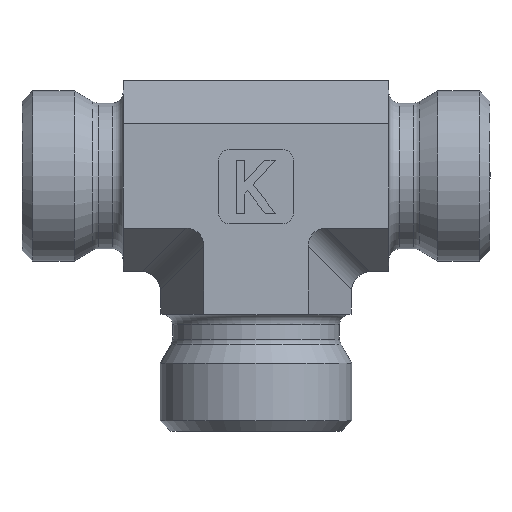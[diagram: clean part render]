
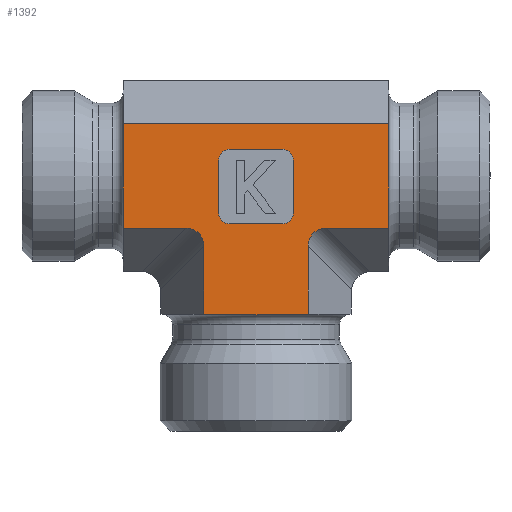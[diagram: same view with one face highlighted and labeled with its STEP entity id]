
A CAD part, left-side view. The second image highlights one B-rep face of the part: STEP entity #1392.
In plain terms, the highlighted planar face has unit normal (-1, 0, 0).
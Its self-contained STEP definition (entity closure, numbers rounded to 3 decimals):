
#320=CARTESIAN_POINT('',(-27.685,22.044,11.093));
#321=VERTEX_POINT('',#320);
#330=CARTESIAN_POINT('',(-27.685,22.044,20.907));
#331=VERTEX_POINT('',#330);
#332=CARTESIAN_POINT('',(-27.685,22.044,20.907));
#333=DIRECTION('',(0.0,0.0,-1.0));
#334=VECTOR('',#333,9.815);
#335=LINE('',#332,#334);
#336=EDGE_CURVE('',#331,#321,#335,.T.);
#549=CARTESIAN_POINT('',(-27.685,-2.956,20.907));
#550=VERTEX_POINT('',#549);
#551=CARTESIAN_POINT('',(-27.685,22.044,20.907));
#552=DIRECTION('',(0.0,-1.0,0.0));
#553=VECTOR('',#552,25.0);
#554=LINE('',#551,#553);
#555=EDGE_CURVE('',#331,#550,#554,.T.);
#873=CARTESIAN_POINT('',(-27.685,7.08,3.));
#874=VERTEX_POINT('',#873);
#882=CARTESIAN_POINT('',(-27.685,12.008,3.));
#883=VERTEX_POINT('',#882);
#884=CARTESIAN_POINT('',(-27.685,12.008,3.));
#885=CARTESIAN_POINT('',(-27.685,11.775,3.));
#886=CARTESIAN_POINT('',(-27.685,11.496,2.992));
#887=CARTESIAN_POINT('',(-27.685,10.726,2.965));
#888=CARTESIAN_POINT('',(-27.685,10.082,2.937));
#889=CARTESIAN_POINT('',(-27.685,9.544,2.937));
#890=CARTESIAN_POINT('',(-27.685,9.006,2.937));
#891=CARTESIAN_POINT('',(-27.685,8.362,2.965));
#892=CARTESIAN_POINT('',(-27.685,7.592,2.992));
#893=CARTESIAN_POINT('',(-27.685,7.312,3.));
#894=CARTESIAN_POINT('',(-27.685,7.08,3.));
#895=B_SPLINE_CURVE_WITH_KNOTS('',3,(#884,#885,#886,#887,#888,#889,#890,#891,#892,#893,#894),.UNSPECIFIED.,.F.,.U.,(4,2,3,2,4),(-0.231,-0.161,0.0,0.161,0.231),.UNSPECIFIED.);
#896=EDGE_CURVE('',#883,#874,#895,.T.);
#1146=CARTESIAN_POINT('',(-27.685,14.451,3.));
#1147=VERTEX_POINT('',#1146);
#1154=CARTESIAN_POINT('',(-27.685,14.451,9.36));
#1155=VERTEX_POINT('',#1154);
#1156=CARTESIAN_POINT('',(-27.685,14.451,3.));
#1157=DIRECTION('',(0.0,0.0,1.0));
#1158=VECTOR('',#1157,6.36);
#1159=LINE('',#1156,#1158);
#1160=EDGE_CURVE('',#1147,#1155,#1159,.T.);
#1186=CARTESIAN_POINT('',(-27.685,14.451,3.));
#1187=DIRECTION('',(0.0,-1.0,0.0));
#1188=VECTOR('',#1187,2.443);
#1189=LINE('',#1186,#1188);
#1190=EDGE_CURVE('',#1147,#883,#1189,.T.);
#1233=CARTESIAN_POINT('',(-27.685,4.636,3.));
#1234=VERTEX_POINT('',#1233);
#1241=CARTESIAN_POINT('',(-27.685,7.08,3.));
#1242=DIRECTION('',(0.0,-1.0,0.0));
#1243=VECTOR('',#1242,2.443);
#1244=LINE('',#1241,#1243);
#1245=EDGE_CURVE('',#874,#1234,#1244,.T.);
#1263=CARTESIAN_POINT('',(-27.685,4.636,0.0));
#1264=DIRECTION('',(-1.0,0.0,0.0));
#1265=DIRECTION('',(0.0,0.0,1.0));
#1266=AXIS2_PLACEMENT_3D('',#1263,#1264,#1265);
#1267=PLANE('',#1266);
#1268=ORIENTED_EDGE('',*,*,#336,.T.);
#1269=CARTESIAN_POINT('',(-27.685,16.183,11.093));
#1270=VERTEX_POINT('',#1269);
#1271=CARTESIAN_POINT('',(-27.685,16.183,11.093));
#1272=DIRECTION('',(0.0,1.0,0.0));
#1273=VECTOR('',#1272,5.86);
#1274=LINE('',#1271,#1273);
#1275=EDGE_CURVE('',#1270,#321,#1274,.T.);
#1276=ORIENTED_EDGE('',*,*,#1275,.F.);
#1277=CARTESIAN_POINT('',(-27.685,16.761,8.783));
#1278=DIRECTION('',(-1.0,0.0,0.0));
#1279=DIRECTION('',(0.0,-0.707,0.707));
#1280=AXIS2_PLACEMENT_3D('',#1277,#1278,#1279);
#1281=ELLIPSE('',#1280,2.582,2.0);
#1282=EDGE_CURVE('',#1155,#1270,#1281,.T.);
#1283=ORIENTED_EDGE('',*,*,#1282,.F.);
#1284=ORIENTED_EDGE('',*,*,#1160,.F.);
#1285=ORIENTED_EDGE('',*,*,#1190,.T.);
#1286=ORIENTED_EDGE('',*,*,#896,.T.);
#1287=ORIENTED_EDGE('',*,*,#1245,.T.);
#1288=CARTESIAN_POINT('',(-27.685,4.636,9.36));
#1289=VERTEX_POINT('',#1288);
#1290=CARTESIAN_POINT('',(-27.685,4.636,3.));
#1291=DIRECTION('',(0.0,0.0,1.0));
#1292=VECTOR('',#1291,6.36);
#1293=LINE('',#1290,#1292);
#1294=EDGE_CURVE('',#1234,#1289,#1293,.T.);
#1295=ORIENTED_EDGE('',*,*,#1294,.T.);
#1296=CARTESIAN_POINT('',(-27.685,2.904,11.093));
#1297=VERTEX_POINT('',#1296);
#1298=CARTESIAN_POINT('',(-27.685,2.327,8.783));
#1299=DIRECTION('',(-1.0,0.0,0.0));
#1300=DIRECTION('',(0.0,0.707,0.707));
#1301=AXIS2_PLACEMENT_3D('',#1298,#1299,#1300);
#1302=ELLIPSE('',#1301,2.582,2.0);
#1303=EDGE_CURVE('',#1297,#1289,#1302,.T.);
#1304=ORIENTED_EDGE('',*,*,#1303,.F.);
#1305=CARTESIAN_POINT('',(-27.685,-2.956,11.093));
#1306=VERTEX_POINT('',#1305);
#1307=CARTESIAN_POINT('',(-27.685,2.904,11.093));
#1308=DIRECTION('',(0.0,-1.0,0.0));
#1309=VECTOR('',#1308,5.86);
#1310=LINE('',#1307,#1309);
#1311=EDGE_CURVE('',#1297,#1306,#1310,.T.);
#1312=ORIENTED_EDGE('',*,*,#1311,.T.);
#1313=CARTESIAN_POINT('',(-27.685,-2.956,11.093));
#1314=DIRECTION('',(0.0,0.0,1.0));
#1315=VECTOR('',#1314,9.815);
#1316=LINE('',#1313,#1315);
#1317=EDGE_CURVE('',#1306,#550,#1316,.T.);
#1318=ORIENTED_EDGE('',*,*,#1317,.T.);
#1319=ORIENTED_EDGE('',*,*,#555,.F.);
#1320=EDGE_LOOP('',(#1268,#1276,#1283,#1284,#1285,#1286,#1287,#1295,#1304,#1312,#1318,#1319));
#1321=FACE_OUTER_BOUND('',#1320,.T.);
#1322=CARTESIAN_POINT('',(-27.685,7.044,11.5));
#1323=VERTEX_POINT('',#1322);
#1324=CARTESIAN_POINT('',(-27.685,12.044,11.5));
#1325=VERTEX_POINT('',#1324);
#1326=CARTESIAN_POINT('',(-27.685,7.044,11.5));
#1327=DIRECTION('',(0.0,1.0,0.0));
#1328=VECTOR('',#1327,5.);
#1329=LINE('',#1326,#1328);
#1330=EDGE_CURVE('',#1323,#1325,#1329,.T.);
#1331=ORIENTED_EDGE('',*,*,#1330,.T.);
#1332=CARTESIAN_POINT('',(-27.685,13.044,12.5));
#1333=VERTEX_POINT('',#1332);
#1334=CARTESIAN_POINT('',(-27.685,12.044,12.5));
#1335=DIRECTION('',(-1.0,0.0,0.0));
#1336=DIRECTION('',(0.0,0.707,-0.707));
#1337=AXIS2_PLACEMENT_3D('',#1334,#1335,#1336);
#1338=CIRCLE('',#1337,1.0);
#1339=EDGE_CURVE('',#1333,#1325,#1338,.T.);
#1340=ORIENTED_EDGE('',*,*,#1339,.F.);
#1341=CARTESIAN_POINT('',(-27.685,13.044,17.5));
#1342=VERTEX_POINT('',#1341);
#1343=CARTESIAN_POINT('',(-27.685,13.044,12.5));
#1344=DIRECTION('',(0.0,0.0,1.0));
#1345=VECTOR('',#1344,5.);
#1346=LINE('',#1343,#1345);
#1347=EDGE_CURVE('',#1333,#1342,#1346,.T.);
#1348=ORIENTED_EDGE('',*,*,#1347,.T.);
#1349=CARTESIAN_POINT('',(-27.685,12.044,18.5));
#1350=VERTEX_POINT('',#1349);
#1351=CARTESIAN_POINT('',(-27.685,12.044,17.5));
#1352=DIRECTION('',(-1.0,0.0,0.0));
#1353=DIRECTION('',(0.0,0.707,0.707));
#1354=AXIS2_PLACEMENT_3D('',#1351,#1352,#1353);
#1355=CIRCLE('',#1354,1.0);
#1356=EDGE_CURVE('',#1350,#1342,#1355,.T.);
#1357=ORIENTED_EDGE('',*,*,#1356,.F.);
#1358=CARTESIAN_POINT('',(-27.685,7.044,18.5));
#1359=VERTEX_POINT('',#1358);
#1360=CARTESIAN_POINT('',(-27.685,12.044,18.5));
#1361=DIRECTION('',(0.0,-1.0,0.0));
#1362=VECTOR('',#1361,5.);
#1363=LINE('',#1360,#1362);
#1364=EDGE_CURVE('',#1350,#1359,#1363,.T.);
#1365=ORIENTED_EDGE('',*,*,#1364,.T.);
#1366=CARTESIAN_POINT('',(-27.685,6.044,17.5));
#1367=VERTEX_POINT('',#1366);
#1368=CARTESIAN_POINT('',(-27.685,7.044,17.5));
#1369=DIRECTION('',(-1.0,0.0,0.0));
#1370=DIRECTION('',(0.0,-0.707,0.707));
#1371=AXIS2_PLACEMENT_3D('',#1368,#1369,#1370);
#1372=CIRCLE('',#1371,1.0);
#1373=EDGE_CURVE('',#1367,#1359,#1372,.T.);
#1374=ORIENTED_EDGE('',*,*,#1373,.F.);
#1375=CARTESIAN_POINT('',(-27.685,6.044,12.5));
#1376=VERTEX_POINT('',#1375);
#1377=CARTESIAN_POINT('',(-27.685,6.044,17.5));
#1378=DIRECTION('',(0.0,0.0,-1.0));
#1379=VECTOR('',#1378,5.);
#1380=LINE('',#1377,#1379);
#1381=EDGE_CURVE('',#1367,#1376,#1380,.T.);
#1382=ORIENTED_EDGE('',*,*,#1381,.T.);
#1383=CARTESIAN_POINT('',(-27.685,7.044,12.5));
#1384=DIRECTION('',(-1.0,0.0,0.0));
#1385=DIRECTION('',(0.0,-0.707,-0.707));
#1386=AXIS2_PLACEMENT_3D('',#1383,#1384,#1385);
#1387=CIRCLE('',#1386,1.0);
#1388=EDGE_CURVE('',#1323,#1376,#1387,.T.);
#1389=ORIENTED_EDGE('',*,*,#1388,.F.);
#1390=EDGE_LOOP('',(#1331,#1340,#1348,#1357,#1365,#1374,#1382,#1389));
#1391=FACE_BOUND('',#1390,.T.);
#1392=ADVANCED_FACE('',(#1321,#1391),#1267,.T.);
